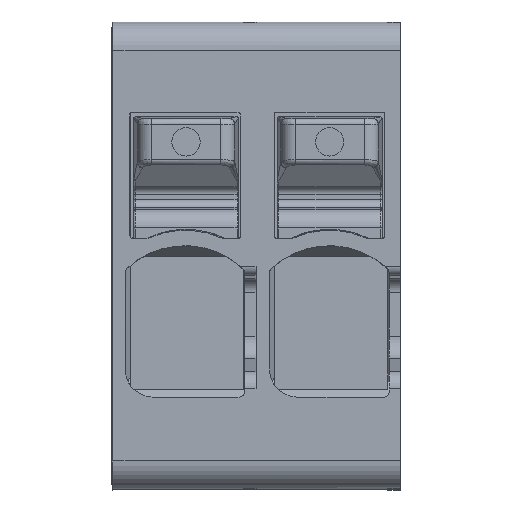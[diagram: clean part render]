
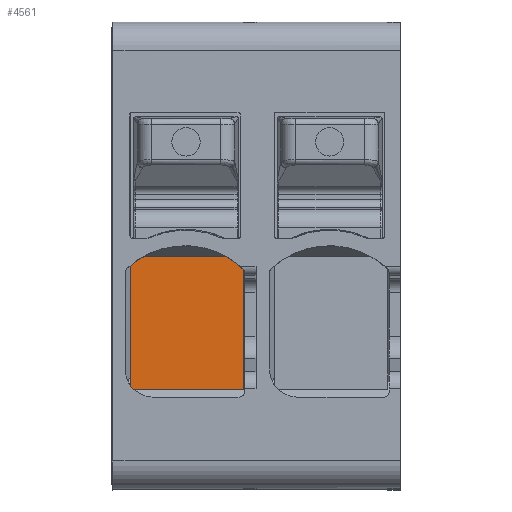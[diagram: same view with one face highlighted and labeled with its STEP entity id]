
A CAD part, top view. The second image highlights one B-rep face of the part: STEP entity #4561.
In plain terms, the highlighted planar face has unit normal (0, 0, 1).
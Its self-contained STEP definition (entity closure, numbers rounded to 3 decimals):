
#3009=AXIS2_PLACEMENT_3D('Plane Axis2P3D',#3006,#3007,#3008) ;
#4531=AXIS2_PLACEMENT_3D('Circle Axis2P3D',#4529,#4530,$) ;
#4536=AXIS2_PLACEMENT_3D('Circle Axis2P3D',#4534,#4535,$) ;
#4543=AXIS2_PLACEMENT_3D('Circle Axis2P3D',#4541,#4542,$) ;
#4548=AXIS2_PLACEMENT_3D('Circle Axis2P3D',#4546,#4547,$) ;
#3006=CARTESIAN_POINT('Axis2P3D Location',(0.67,2.295,37.46)) ;
#3056=CARTESIAN_POINT('Vertex',(0.67,7.907,37.46)) ;
#3077=CARTESIAN_POINT('Vertex',(0.67,3.657,37.46)) ;
#3080=CARTESIAN_POINT('Line Origine',(0.67,5.782,37.46)) ;
#3172=CARTESIAN_POINT('Vertex',(0.762,3.549,37.46)) ;
#3225=CARTESIAN_POINT('Vertex',(4.65,3.549,37.46)) ;
#3228=CARTESIAN_POINT('Line Origine',(2.706,3.549,37.46)) ;
#3275=CARTESIAN_POINT('Vertex',(4.65,7.777,37.46)) ;
#3278=CARTESIAN_POINT('Line Origine',(4.65,5.663,37.46)) ;
#4497=CARTESIAN_POINT('Line Origine',(2.587,8.235,37.46)) ;
#4501=CARTESIAN_POINT('Vertex',(1.154,8.235,37.46)) ;
#4503=CARTESIAN_POINT('Vertex',(4.021,8.235,37.46)) ;
#4529=CARTESIAN_POINT('Axis2P3D Location',(1.475,4.25,37.46)) ;
#4534=CARTESIAN_POINT('Axis2P3D Location',(4.5,7.645,37.46)) ;
#4538=CARTESIAN_POINT('Vertex',(4.637,7.791,37.46)) ;
#4541=CARTESIAN_POINT('Axis2P3D Location',(2.588,5.6,37.46)) ;
#4546=CARTESIAN_POINT('Axis2P3D Location',(2.588,5.6,37.46)) ;
#3007=DIRECTION('Axis2P3D Direction',(0.,0.,-1.)) ;
#3008=DIRECTION('Axis2P3D XDirection',(0.,1.,0.)) ;
#3081=DIRECTION('Vector Direction',(0.,1.,0.)) ;
#3229=DIRECTION('Vector Direction',(-1.,0.,0.)) ;
#3279=DIRECTION('Vector Direction',(0.,1.,0.)) ;
#4498=DIRECTION('Vector Direction',(1.,0.,0.)) ;
#4530=DIRECTION('Axis2P3D Direction',(0.,0.,-1.)) ;
#4535=DIRECTION('Axis2P3D Direction',(0.,0.,-1.)) ;
#4542=DIRECTION('Axis2P3D Direction',(0.,0.,-1.)) ;
#4547=DIRECTION('Axis2P3D Direction',(0.,0.,-1.)) ;
#3082=VECTOR('Line Direction',#3081,1.) ;
#3230=VECTOR('Line Direction',#3229,1.) ;
#3280=VECTOR('Line Direction',#3279,1.) ;
#4499=VECTOR('Line Direction',#4498,1.) ;
#4552=ORIENTED_EDGE('',*,*,#3084,.T.) ;
#4553=ORIENTED_EDGE('',*,*,#4533,.F.) ;
#4554=ORIENTED_EDGE('',*,*,#3232,.F.) ;
#4555=ORIENTED_EDGE('',*,*,#3282,.T.) ;
#4556=ORIENTED_EDGE('',*,*,#4540,.F.) ;
#4557=ORIENTED_EDGE('',*,*,#4545,.F.) ;
#4558=ORIENTED_EDGE('',*,*,#4505,.F.) ;
#4559=ORIENTED_EDGE('',*,*,#4550,.F.) ;
#4561=ADVANCED_FACE('PartBody',(#4560),#3010,.F.) ;
#4532=CIRCLE('generated circle',#4531,1.) ;
#4537=CIRCLE('generated circle',#4536,0.2) ;
#4544=CIRCLE('generated circle',#4543,3.) ;
#4549=CIRCLE('generated circle',#4548,3.) ;
#3084=EDGE_CURVE('',#3057,#3078,#3083,.F.) ;
#3232=EDGE_CURVE('',#3226,#3173,#3231,.T.) ;
#3282=EDGE_CURVE('',#3226,#3276,#3281,.T.) ;
#4505=EDGE_CURVE('',#4502,#4504,#4500,.T.) ;
#4533=EDGE_CURVE('',#3173,#3078,#4532,.T.) ;
#4540=EDGE_CURVE('',#4539,#3276,#4537,.T.) ;
#4545=EDGE_CURVE('',#4504,#4539,#4544,.T.) ;
#4550=EDGE_CURVE('',#3057,#4502,#4549,.T.) ;
#4551=EDGE_LOOP('',(#4552,#4553,#4554,#4555,#4556,#4557,#4558,#4559)) ;
#4560=FACE_OUTER_BOUND('',#4551,.T.) ;
#3083=LINE('Line',#3080,#3082) ;
#3231=LINE('Line',#3228,#3230) ;
#3281=LINE('Line',#3278,#3280) ;
#4500=LINE('Line',#4497,#4499) ;
#3010=PLANE('',#3009) ;
#3057=VERTEX_POINT('',#3056) ;
#3078=VERTEX_POINT('',#3077) ;
#3173=VERTEX_POINT('',#3172) ;
#3226=VERTEX_POINT('',#3225) ;
#3276=VERTEX_POINT('',#3275) ;
#4502=VERTEX_POINT('',#4501) ;
#4504=VERTEX_POINT('',#4503) ;
#4539=VERTEX_POINT('',#4538) ;
